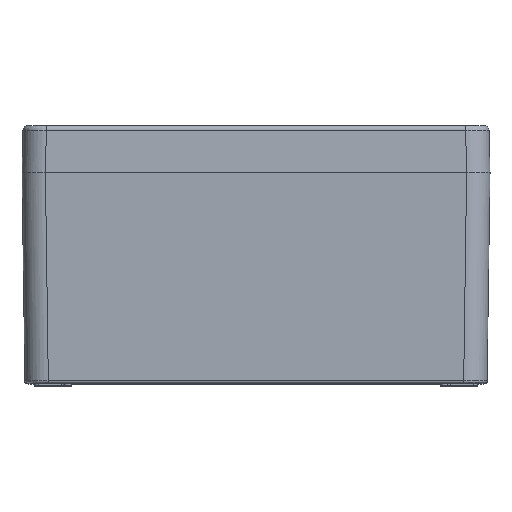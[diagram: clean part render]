
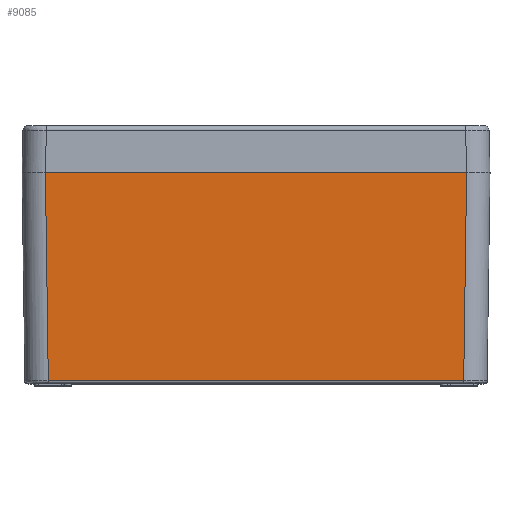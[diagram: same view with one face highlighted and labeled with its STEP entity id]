
A CAD part, top view. The second image highlights one B-rep face of the part: STEP entity #9085.
In plain terms, the highlighted planar face has unit normal (0, -0.014, 1).
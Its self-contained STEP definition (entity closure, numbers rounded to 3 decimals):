
#825=CARTESIAN_POINT('',(90.001,90.,115.));
#836=DIRECTION('',(1.,0.,0.));
#837=VECTOR('',#836,180.002);
#838=CARTESIAN_POINT('',(-90.001,90.,115.));
#839=LINE('',#838,#837);
#849=CARTESIAN_POINT('',(-90.001,90.,115.));
#4171=DIRECTION('',(-1.,0.,0.));
#4172=VECTOR('',#4171,177.516);
#4173=CARTESIAN_POINT('',(88.758,0.986,113.757));
#4174=LINE('',#4173,#4172);
#4178=DIRECTION('',(0.014,-1.,-0.014));
#4179=VECTOR('',#4178,89.031);
#4180=CARTESIAN_POINT('',(-90.001,90.,115.));
#4181=LINE('',#4180,#4179);
#4185=DIRECTION('',(-0.014,-1.,-0.014));
#4186=VECTOR('',#4185,89.031);
#4187=CARTESIAN_POINT('',(90.001,90.,115.));
#4188=LINE('',#4187,#4186);
#4716=VERTEX_POINT('',#825);
#4719=VERTEX_POINT('',#849);
#4728=CARTESIAN_POINT('',(88.758,0.986,113.757));
#4729=CARTESIAN_POINT('',(-88.758,0.986,
113.757));
#4730=VERTEX_POINT('',#4728);
#4731=VERTEX_POINT('',#4729);
#9074=CARTESIAN_POINT('',(-105.023,90.,115.));
#9075=DIRECTION('',(0.,-0.014,1.));
#9076=DIRECTION('',(1.,0.,0.));
#9077=AXIS2_PLACEMENT_3D('',#9074,#9075,#9076);
#9078=PLANE('',#9077);
#9079=ORIENTED_EDGE('',*,*,#8799,.T.);
#9080=ORIENTED_EDGE('',*,*,#9069,.F.);
#9081=ORIENTED_EDGE('',*,*,#5672,.T.);
#9082=ORIENTED_EDGE('',*,*,#8733,.T.);
#9083=EDGE_LOOP('',(#9079,#9080,#9081,#9082));
#9084=FACE_OUTER_BOUND('',#9083,.F.);
#9085=ADVANCED_FACE('',(#9084),#9078,.T.);
#5672=EDGE_CURVE('',#4719,#4716,#839,.T.);
#8733=EDGE_CURVE('',#4716,#4730,#4188,.T.);
#8799=EDGE_CURVE('',#4730,#4731,#4174,.T.);
#9069=EDGE_CURVE('',#4719,#4731,#4181,.T.);
